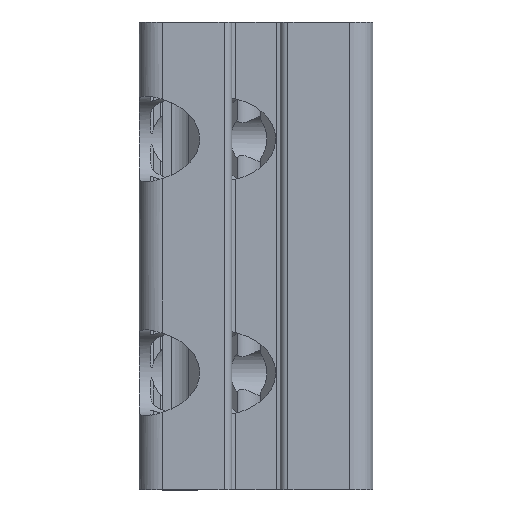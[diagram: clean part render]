
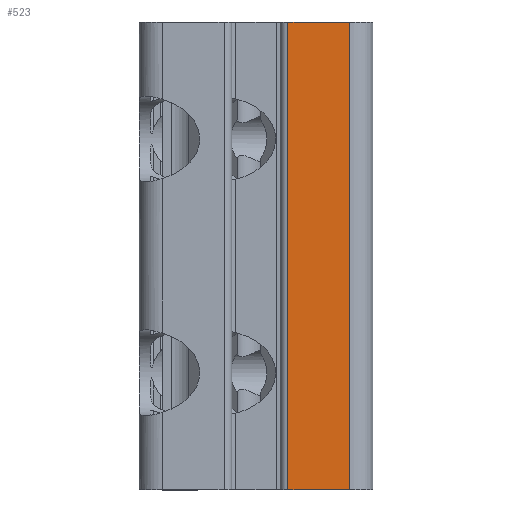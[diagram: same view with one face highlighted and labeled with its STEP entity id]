
A CAD part, top view. The second image highlights one B-rep face of the part: STEP entity #523.
In plain terms, the highlighted planar face has unit normal (0, 0, 1).
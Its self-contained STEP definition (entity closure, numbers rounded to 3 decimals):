
#523 = ADVANCED_FACE( '', ( #1078 ), #1079, .F. );
#1078 = FACE_OUTER_BOUND( '', #1633, .T. );
#1079 = PLANE( '', #1634 );
#1633 = EDGE_LOOP( '', ( #3328, #3329, #3330, #3331 ) );
#1634 = AXIS2_PLACEMENT_3D( '', #3332, #3333, #3334 );
#3328 = ORIENTED_EDGE( '', *, *, #3986, .T. );
#3329 = ORIENTED_EDGE( '', *, *, #3928, .F. );
#3330 = ORIENTED_EDGE( '', *, *, #3546, .F. );
#3331 = ORIENTED_EDGE( '', *, *, #4039, .T. );
#3332 = CARTESIAN_POINT( '', ( 19.1, 60., 0. ) );
#3333 = DIRECTION( '', ( 0., 0., -1. ) );
#3334 = DIRECTION( '', ( -1., 0., 0. ) );
#3546 = EDGE_CURVE( '', #4371, #4373, #4374, .T. );
#3928 = EDGE_CURVE( '', #4373, #4954, #4956, .T. );
#3986 = EDGE_CURVE( '', #5033, #4954, #5034, .T. );
#4039 = EDGE_CURVE( '', #4371, #5033, #5090, .T. );
#4371 = VERTEX_POINT( '', #5652 );
#4373 = VERTEX_POINT( '', #5654 );
#4374 = LINE( '', #5655, #5656 );
#4954 = VERTEX_POINT( '', #7122 );
#4956 = LINE( '', #7124, #7125 );
#5033 = VERTEX_POINT( '', #7228 );
#5034 = LINE( '', #7229, #7230 );
#5090 = LINE( '', #7312, #7313 );
#5652 = CARTESIAN_POINT( '', ( 19.1, 60., 0. ) );
#5654 = CARTESIAN_POINT( '', ( 27., 60., 0. ) );
#5655 = CARTESIAN_POINT( '', ( 19.1, 60., 0. ) );
#5656 = VECTOR( '', #7641, 1000. );
#7122 = CARTESIAN_POINT( '', ( 27., 0., 0. ) );
#7124 = CARTESIAN_POINT( '', ( 27., 60., 0. ) );
#7125 = VECTOR( '', #8054, 1000. );
#7228 = CARTESIAN_POINT( '', ( 19.1, 0., 0. ) );
#7229 = CARTESIAN_POINT( '', ( 19.1, 0., 0. ) );
#7230 = VECTOR( '', #8129, 1000. );
#7312 = CARTESIAN_POINT( '', ( 19.1, 60., 0. ) );
#7313 = VECTOR( '', #8177, 1000. );
#7641 = DIRECTION( '', ( 1., 0., 0. ) );
#8054 = DIRECTION( '', ( 0., -1., 0. ) );
#8129 = DIRECTION( '', ( 1., 0., 0. ) );
#8177 = DIRECTION( '', ( 0., -1., 0. ) );
